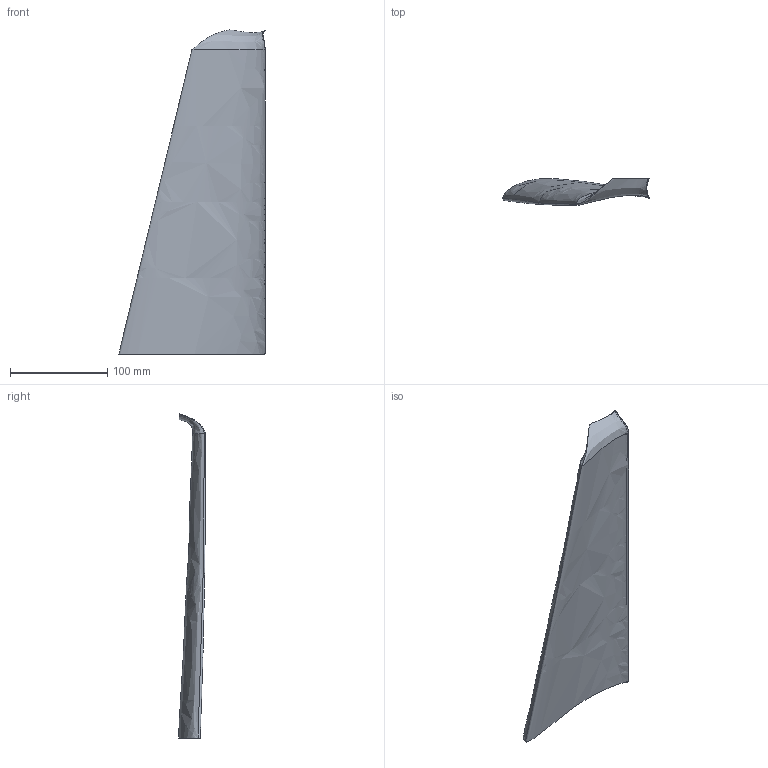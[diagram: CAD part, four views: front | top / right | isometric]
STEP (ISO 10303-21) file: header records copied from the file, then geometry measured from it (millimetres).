
FILE_DESCRIPTION (( 'STEP AP203' ), '1' );
FILE_NAME ('S1223 Airfoil Simplified for CFD.STEP', '2024-12-08T02:06:40', ( '' ), ( '' ), 'SwSTEP 2.0', 'SolidWorks 2024', '' );
FILE_SCHEMA (( 'CONFIG_CONTROL_DESIGN' ));
Length unit declared in the file: millimetre
Products named in the file (1): S1223 Airfoil Simplified for CFD
Bounding box: 150.01 x 27.63 x 332.61 mm (x, y, z)
Volume: 271628.8 mm3; surface area: 78357.8 mm2
Topology: 1 solids, 1 shells, 6 faces, 10 edges, 6 vertices
Faces by surface type: bspline 4, plane 2
Entity records: 3479 total; most frequent: CARTESIAN_POINT 3319, ORIENTED_EDGE 20, EDGE_CURVE 10, B_SPLINE_CURVE_WITH_KNOTS 10, PERSON_AND_ORGANIZATION 8, VERTEX_POINT 6, ADVANCED_FACE 6, DIRECTION 6
